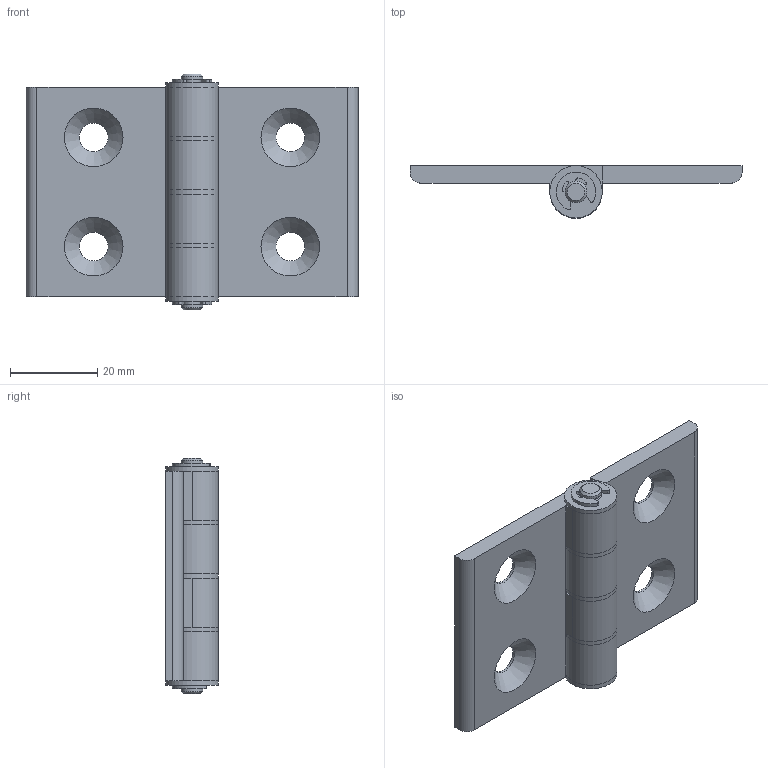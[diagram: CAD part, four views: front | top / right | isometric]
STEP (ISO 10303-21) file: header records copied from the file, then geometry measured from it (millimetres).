
FILE_DESCRIPTION(/* description */ ('Cerniera in Alluminio profilo 45-45'),/* implementation_level */ '2;1');
FILE_NAME(/* name */ 'HE45-45.stp',/* time_stamp */ '2019-06-05T19:13:59+02:00',/* author */ ('daniele.berto'),/* organization */ (''),/* preprocessor_version */ 'ST-DEVELOPER v17.2',/* originating_system */ 'Autodesk Inventor 2019',/* authorisation */ '');
FILE_SCHEMA (('AUTOMOTIVE_DESIGN { 1 0 10303 214 3 1 1 }','FEATURE_BASED_PROCESS_PLANNING'));
Length unit declared in the file: millimetre
Products named in the file (1): HE45-45
Bounding box: 76 x 12 x 54 mm (x, y, z)
Volume: 17078.5 mm3; surface area: 12540.4 mm2
Topology: 10 solids, 10 shells, 115 faces, 313 edges, 222 vertices
Faces by surface type: plane 56, cylinder 53, cone 6
Full cylindrical faces by diameter (mm): 4 x2, 5 x12, 6.6 x4, 12 x5
Entity records: 3855 total; most frequent: DIRECTION 709, CARTESIAN_POINT 651, ORIENTED_EDGE 626, EDGE_CURVE 313, AXIS2_PLACEMENT_3D 280, VERTEX_POINT 222, CIRCLE 164, LINE 149
